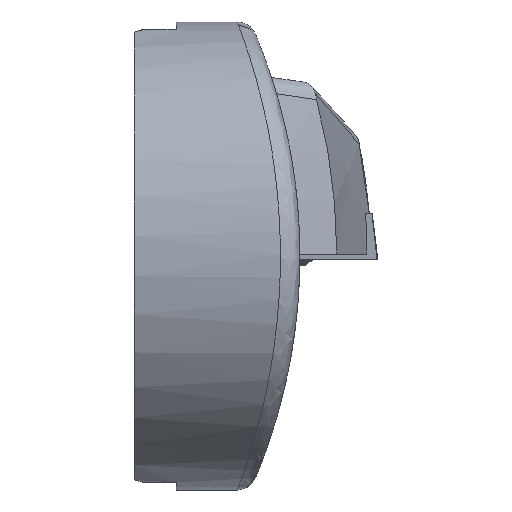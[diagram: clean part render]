
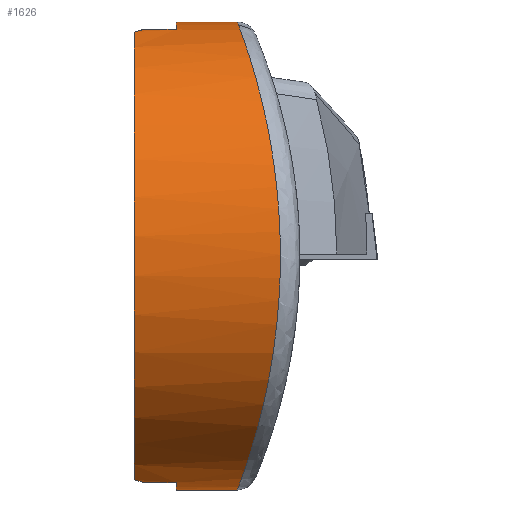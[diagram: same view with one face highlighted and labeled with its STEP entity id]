
A CAD part, left-side view. The second image highlights one B-rep face of the part: STEP entity #1626.
In plain terms, the highlighted cylindrical face has radius 12 mm (diameter 24 mm), a partial arc.
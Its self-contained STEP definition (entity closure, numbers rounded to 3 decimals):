
#802=EDGE_CURVE('NONE',#1804,#1628,#2107,.T.);
#896=VERTEX_POINT('NONE',#2213);
#912=VERTEX_POINT('NONE',#2229);
#948=EDGE_CURVE('NONE',#1808,#896,#2267,.F.);
#986=EDGE_CURVE('Kante4',#1628,#1808,#2309,.F.);
#1054=VERTEX_POINT('NONE',#2386);
#1090=EDGE_CURVE('NONE',#1798,#912,#2427,.T.);
#1160=VERTEX_POINT('NONE',#2505);
#1204=EDGE_CURVE('NONE',#1798,#1804,#2551,.T.);
#1210=EDGE_CURVE('NONE',#1222,#1054,#2557,.F.);
#1222=VERTEX_POINT('NONE',#2571);
#1436=EDGE_CURVE('NONE',#1160,#912,#2810,.F.);
#1468=EDGE_CURVE('NONE',#1054,#1534,#2846,.F.);
#1534=VERTEX_POINT('NONE',#2915);
#1626=ADVANCED_FACE('Fl�che4',(#3019),#3020,.T.);
#1628=VERTEX_POINT('NONE',#3022);
#1638=EDGE_CURVE('NONE',#896,#1222,#3032,.F.);
#1798=VERTEX_POINT('NONE',#3208);
#1804=VERTEX_POINT('NONE',#3215);
#1808=VERTEX_POINT('NONE',#3220);
#1934=EDGE_CURVE('NONE',#1534,#1160,#3356,.F.);
#2107=LINE('',#3581,#3582);
#2213=CARTESIAN_POINT('',(-3.0,-0.5,11.619));
#2229=CARTESIAN_POINT('',(0.,-2.15,-12.0));
#2267=LINE('',#3896,#3897);
#2309=CIRCLE('',#3946,12.0);
#2386=CARTESIAN_POINT('',(-3.5,0.0,-11.478));
#2427=LINE('',#10125,#10126);
#2505=CARTESIAN_POINT('',(-3.0,-2.15,-11.619));
#2551=B_SPLINE_CURVE_WITH_KNOTS('',3,(#10692,#10693,#10694,#10695,#10696,#10697,#10698,#10699,#10700,#10701,#10702,#10703,#10704,#10705,#10706,#10707,#10708,#10709,#10710,#10711,#10712,#10713,#10714,#10715,#10716,#10717,#10718,#10719,#10720,#10721,#10722,#10723,#10724,#10725),.UNSPECIFIED.,.F.,.F.,(4,3,3,3,3,3,3,3,3,3,3,4),(0.19,0.214,0.223,0.294,0.404,0.448,0.524,0.604,0.69,0.8,0.882,0.938),.UNSPECIFIED.);
#2557=CIRCLE('',#10732,12.0);
#2571=CARTESIAN_POINT('',(-3.5,0.0,11.478));
#2810=CIRCLE('',#11132,12.0);
#2846=ELLIPSE('',#11183,16.971,12.0);
#2915=CARTESIAN_POINT('',(-3.0,-0.5,-11.619));
#3019=FACE_OUTER_BOUND('',#12189,.T.);
#3020=CYLINDRICAL_SURFACE('',#12190,12.0);
#3022=CARTESIAN_POINT('',(0.0,-2.15,12.0));
#3032=ELLIPSE('',#12206,16.971,12.0);
#3208=CARTESIAN_POINT('',(0.,-5.292,-12.0));
#3215=CARTESIAN_POINT('',(0.,-5.292,12.0));
#3220=CARTESIAN_POINT('',(-3.0,-2.15,11.619));
#3356=LINE('',#13634,#13635);
#3581=CARTESIAN_POINT('',(0.0,-8.5,12.0));
#3582=VECTOR('',#13818,1000.0);
#3896=CARTESIAN_POINT('',(-3.0,-8.5,11.619));
#3897=VECTOR('',#13995,1.0);
#3946=AXIS2_PLACEMENT_3D('',#14049,#14050,#14051);
#10125=CARTESIAN_POINT('',(0.,-8.5,-12.0));
#10126=VECTOR('',#14195,1000.0);
#10692=CARTESIAN_POINT('',(0.,-5.292,-12.0));
#10693=CARTESIAN_POINT('',(-0.402,-5.292,-12.0));
#10694=CARTESIAN_POINT('',(-0.804,-5.298,-11.98));
#10695=CARTESIAN_POINT('',(-1.204,-5.314,-11.939));
#10696=CARTESIAN_POINT('',(-1.359,-5.321,-11.924));
#10697=CARTESIAN_POINT('',(-1.515,-5.328,-11.905));
#10698=CARTESIAN_POINT('',(-1.669,-5.336,-11.883));
#10699=CARTESIAN_POINT('',(-2.86,-5.399,-11.716));
#10700=CARTESIAN_POINT('',(-4.02,-5.531,-11.369));
#10701=CARTESIAN_POINT('',(-5.098,-5.704,-10.863));
#10702=CARTESIAN_POINT('',(-6.764,-5.971,-10.081));
#10703=CARTESIAN_POINT('',(-8.233,-6.335,-8.92));
#10704=CARTESIAN_POINT('',(-9.376,-6.661,-7.49));
#10705=CARTESIAN_POINT('',(-9.836,-6.792,-6.913));
#10706=CARTESIAN_POINT('',(-10.244,-6.917,-6.293));
#10707=CARTESIAN_POINT('',(-10.593,-7.027,-5.639));
#10708=CARTESIAN_POINT('',(-11.191,-7.217,-4.515));
#10709=CARTESIAN_POINT('',(-11.612,-7.364,-3.289));
#10710=CARTESIAN_POINT('',(-11.828,-7.44,-2.022));
#10711=CARTESIAN_POINT('',(-12.056,-7.519,-0.693));
#10712=CARTESIAN_POINT('',(-12.056,-7.519,0.678));
#10713=CARTESIAN_POINT('',(-11.831,-7.441,2.007));
#10714=CARTESIAN_POINT('',(-11.587,-7.355,3.444));
#10715=CARTESIAN_POINT('',(-11.08,-7.178,4.828));
#10716=CARTESIAN_POINT('',(-10.351,-6.951,6.071));
#10717=CARTESIAN_POINT('',(-9.417,-6.661,7.664));
#10718=CARTESIAN_POINT('',(-8.119,-6.29,9.026));
#10719=CARTESIAN_POINT('',(-6.578,-5.974,10.036));
#10720=CARTESIAN_POINT('',(-5.434,-5.74,10.787));
#10721=CARTESIAN_POINT('',(-4.154,-5.538,11.343));
#10722=CARTESIAN_POINT('',(-2.809,-5.417,11.667));
#10723=CARTESIAN_POINT('',(-1.892,-5.336,11.887));
#10724=CARTESIAN_POINT('',(-0.946,-5.292,12.));
#10725=CARTESIAN_POINT('',(0.,-5.292,12.0));
#10732=AXIS2_PLACEMENT_3D('',#14340,#14341,#14342);
#11132=AXIS2_PLACEMENT_3D('',#14660,#14661,#14662);
#11183=AXIS2_PLACEMENT_3D('',#14713,#14714,#14715);
#12189=EDGE_LOOP('',(#14896,#14897,#14898,#14899,#14900,#14901,#14902,#14903,#14904,#14905));
#12190=AXIS2_PLACEMENT_3D('',#14906,#14907,#14908);
#12206=AXIS2_PLACEMENT_3D('',#14913,#14914,#14915);
#13634=CARTESIAN_POINT('',(-3.0,-8.5,-11.619));
#13635=VECTOR('',#15303,1.0);
#13818=DIRECTION('',(-0.0,1.0,0.0));
#13995=DIRECTION('',(0.0,-1.0,0.0));
#14049=CARTESIAN_POINT('',(0.0,-2.15,0.0));
#14050=DIRECTION('',(0.0,1.0,0.0));
#14051=DIRECTION('',(0.0,0.0,1.0));
#14195=DIRECTION('',(-0.0,1.0,0.0));
#14340=CARTESIAN_POINT('',(0.0,0.0,0.0));
#14341=DIRECTION('',(-0.0,1.0,0.0));
#14342=DIRECTION('',(0.0,0.0,1.0));
#14660=CARTESIAN_POINT('',(0.0,-2.15,0.0));
#14661=DIRECTION('',(0.0,1.0,0.0));
#14662=DIRECTION('',(0.0,0.0,1.0));
#14713=CARTESIAN_POINT('',(0.0,-3.5,0.0));
#14714=DIRECTION('',(0.707,0.707,0.0));
#14715=DIRECTION('',(-0.707,0.707,-0.0));
#14896=ORIENTED_EDGE('',*,*,#1090,.F.);
#14897=ORIENTED_EDGE('',*,*,#1204,.T.);
#14898=ORIENTED_EDGE('',*,*,#802,.T.);
#14899=ORIENTED_EDGE('',*,*,#986,.T.);
#14900=ORIENTED_EDGE('',*,*,#948,.T.);
#14901=ORIENTED_EDGE('',*,*,#1638,.T.);
#14902=ORIENTED_EDGE('',*,*,#1210,.T.);
#14903=ORIENTED_EDGE('',*,*,#1468,.T.);
#14904=ORIENTED_EDGE('',*,*,#1934,.T.);
#14905=ORIENTED_EDGE('',*,*,#1436,.T.);
#14906=CARTESIAN_POINT('',(0.0,-8.5,0.0));
#14907=DIRECTION('',(-0.0,1.0,-0.0));
#14908=DIRECTION('',(0.0,0.0,1.0));
#14913=CARTESIAN_POINT('',(0.0,-3.5,0.0));
#14914=DIRECTION('',(0.707,0.707,0.0));
#14915=DIRECTION('',(-0.707,0.707,-0.0));
#15303=DIRECTION('',(-0.0,1.0,0.0));
